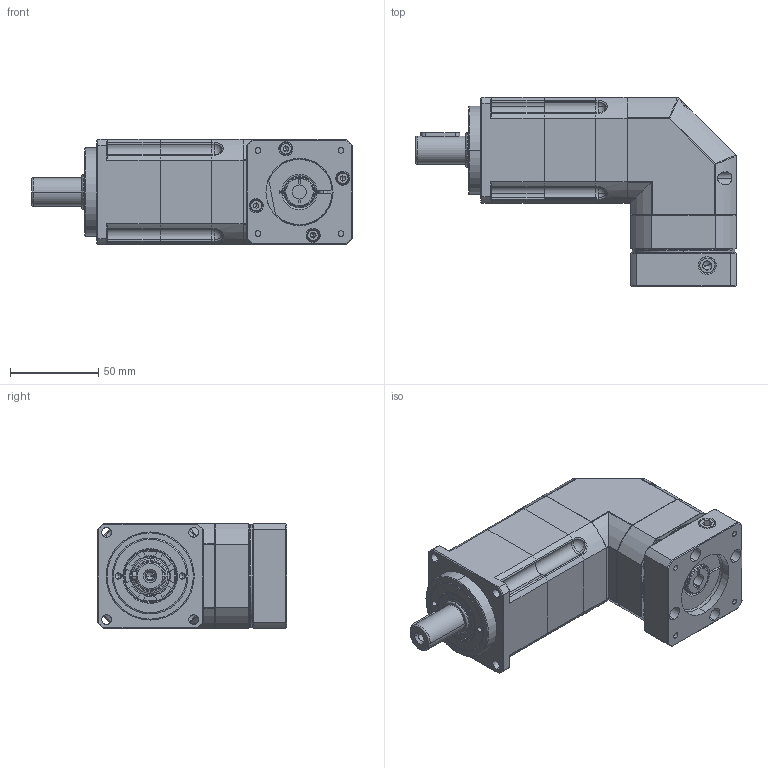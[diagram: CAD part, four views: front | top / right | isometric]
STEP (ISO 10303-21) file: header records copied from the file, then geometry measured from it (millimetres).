
FILE_DESCRIPTION (( 'STEP AP203' ), '1' );
FILE_NAME ('FABR060D-L2-8-38.1-66.7-M4-33.STEP', '2021-04-28T07:16:08', ( '微软用户' ), ( '微软中国' ), 'SwSTEP 2.0', 'SolidWorks 2016', '' );
FILE_SCHEMA (( 'CONFIG_CONTROL_DESIGN' ));
Length unit declared in the file: millimetre
Products named in the file (16): FAB060D隅弇覃淕杶; 坶踡遠18-37-12(1)_1; FAB060D输出内齿圈壳体; 蚐猾20304; 珨撰眻褒眊极FABR060D-21.04; 输入轴FABR060D-14; 输入调整套14-8; hex socket set screws with cone point gb_GB_FASTENER_SCREWS_HSCP M10X10-N_3; 输入法兰FAB060D-38.1x21xM4; hexagon socket head cap screws gb_GB_FASTENER_SCREWS_HSHCS M4X16-N_2; FABR060D-L2-8-38.1-66.7-M4-33; FAB060D-Z108一级内齿圈; A倰す瑩5-22_1; 7-怀堤傷褲极FABR060D; FAB060D怀堤俴陎殤1; 2-输入端壳体FABR060D
Assembly tree (20 placements, depth 2):
  FABR060D-L2-8-38.1-66.7-M4-33
    7-怀堤傷褲极FABR060D
    2-输入端壳体FABR060D
    坶踡遠18-37-12(1)_1
    蚐猾20304
    输入轴FABR060D-14
    hex socket set screws with cone point gb_GB_FASTENER_SCREWS_HSCP M10X10-N_3
    hexagon socket head cap screws gb_GB_FASTENER_SCREWS_HSHCS M4X16-N_2  x6
    FAB060D-Z108一级内齿圈
    A倰す瑩5-22_1
    FAB060D怀堤俴陎殤1
    FAB060D隅弇覃淕杶
    FAB060D输出内齿圈壳体
    珨撰眻褒眊极FABR060D-21.04
    输入调整套14-8
    输入法兰FAB060D-38.1x21xM4
Bounding box: 182 x 107.5 x 60 mm (x, y, z)
Volume: 417175 mm3; surface area: 120918.5 mm2
Topology: 21 solids, 38 shells, 1120 faces, 2722 edges, 1674 vertices
Faces by surface type: cylinder 439, plane 372, cone 185, bspline 61, torus 46, sphere 17
Entity records: 36674 total; most frequent: CARTESIAN_POINT 11655, DIRECTION 5016, ORIENTED_EDGE 4736, EDGE_CURVE 2384, AXIS2_PLACEMENT_3D 2029, VERTEX_POINT 1505, EDGE_LOOP 1107, CIRCLE 1071
